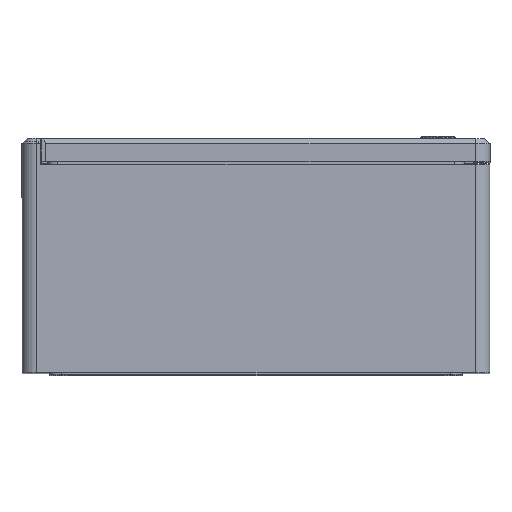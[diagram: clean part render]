
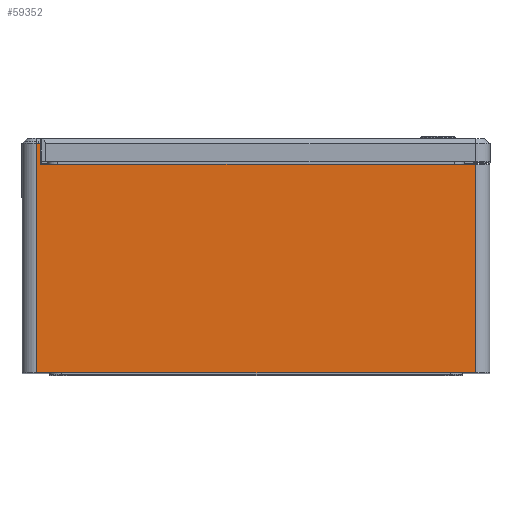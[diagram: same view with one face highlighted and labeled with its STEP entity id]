
A CAD part, top view. The second image highlights one B-rep face of the part: STEP entity #59352.
In plain terms, the highlighted planar face has unit normal (0, 0, 1).
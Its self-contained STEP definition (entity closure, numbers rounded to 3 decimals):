
#450 = VECTOR ( 'NONE', #20841, 1000. ) ;
#2398 = VERTEX_POINT ( 'NONE', #37539 ) ;
#2561 = ORIENTED_EDGE ( 'NONE', *, *, #25008, .F. ) ;
#2596 = VERTEX_POINT ( 'NONE', #39184 ) ;
#5082 = EDGE_CURVE ( 'NONE', #20857, #2596, #6513, .T. ) ;
#6450 = FACE_OUTER_BOUND ( 'NONE', #56474, .T. ) ;
#6513 = LINE ( 'NONE', #11515, #450 ) ;
#8442 = EDGE_CURVE ( 'NONE', #2596, #2398, #36649, .T. ) ;
#8971 = EDGE_CURVE ( 'NONE', #11280, #53730, #52863, .T. ) ;
#9801 = AXIS2_PLACEMENT_3D ( 'NONE', #17064, #21748, #62362 ) ;
#11280 = VERTEX_POINT ( 'NONE', #52305 ) ;
#11515 = CARTESIAN_POINT ( 'NONE',  ( -187.5, 178., 300. ) ) ;
#16207 = CARTESIAN_POINT ( 'NONE',  ( -184., 196., 300. ) ) ;
#16366 = LINE ( 'NONE', #57584, #50457 ) ;
#17064 = CARTESIAN_POINT ( 'NONE',  ( 187.5, 178., 300. ) ) ;
#18636 = VERTEX_POINT ( 'NONE', #26179 ) ;
#19299 = VECTOR ( 'NONE', #42237, 1000. ) ;
#19354 = ORIENTED_EDGE ( 'NONE', *, *, #49185, .F. ) ;
#19474 = DIRECTION ( 'NONE',  ( 1., 0., 0. ) ) ;
#20841 = DIRECTION ( 'NONE',  ( 0., -1., 0. ) ) ;
#20857 = VERTEX_POINT ( 'NONE', #28987 ) ;
#21009 = LINE ( 'NONE', #51634, #33991 ) ;
#21020 = DIRECTION ( 'NONE',  ( 1., 0., 0. ) ) ;
#21748 = DIRECTION ( 'NONE',  ( 0., 0., -1. ) ) ;
#22561 = CARTESIAN_POINT ( 'NONE',  ( -184., 178., 300. ) ) ;
#25008 = EDGE_CURVE ( 'NONE', #18636, #2398, #16366, .T. ) ;
#26179 = CARTESIAN_POINT ( 'NONE',  ( 187.5, 178., 300. ) ) ;
#26712 = PLANE ( 'NONE',  #9801 ) ;
#28654 = ORIENTED_EDGE ( 'NONE', *, *, #29590, .T. ) ;
#28987 = CARTESIAN_POINT ( 'NONE',  ( -187.5, 196., 300. ) ) ;
#29590 = EDGE_CURVE ( 'NONE', #53730, #20857, #21009, .T. ) ;
#33991 = VECTOR ( 'NONE', #41304, 1000. ) ;
#34434 = CARTESIAN_POINT ( 'NONE',  ( 187.5, 0., 300. ) ) ;
#36649 = LINE ( 'NONE', #34434, #51155 ) ;
#36655 = DIRECTION ( 'NONE',  ( 0., -1., 0. ) ) ;
#37345 = ORIENTED_EDGE ( 'NONE', *, *, #8442, .T. ) ;
#37539 = CARTESIAN_POINT ( 'NONE',  ( 187.5, 0., 300. ) ) ;
#39184 = CARTESIAN_POINT ( 'NONE',  ( -187.5, 0., 300. ) ) ;
#41304 = DIRECTION ( 'NONE',  ( -1., 0., 0. ) ) ;
#42237 = DIRECTION ( 'NONE',  ( 0., 1., 0. ) ) ;
#47022 = VECTOR ( 'NONE', #19474, 1000. ) ;
#49185 = EDGE_CURVE ( 'NONE', #11280, #18636, #55395, .T. ) ;
#50457 = VECTOR ( 'NONE', #36655, 1000. ) ;
#51155 = VECTOR ( 'NONE', #21020, 1000. ) ;
#51634 = CARTESIAN_POINT ( 'NONE',  ( 187.5, 196., 300. ) ) ;
#52305 = CARTESIAN_POINT ( 'NONE',  ( -184., 178., 300. ) ) ;
#52863 = LINE ( 'NONE', #22561, #19299 ) ;
#53120 = ORIENTED_EDGE ( 'NONE', *, *, #5082, .T. ) ;
#53730 = VERTEX_POINT ( 'NONE', #16207 ) ;
#55395 = LINE ( 'NONE', #64744, #47022 ) ;
#56474 = EDGE_LOOP ( 'NONE', ( #19354, #59573, #28654, #53120, #37345, #2561 ) ) ;
#57584 = CARTESIAN_POINT ( 'NONE',  ( 187.5, 178., 300. ) ) ;
#59352 = ADVANCED_FACE ( 'NONE', ( #6450 ), #26712, .F. ) ;
#59573 = ORIENTED_EDGE ( 'NONE', *, *, #8971, .T. ) ;
#62362 = DIRECTION ( 'NONE',  ( -1., 0., 0. ) ) ;
#64744 = CARTESIAN_POINT ( 'NONE',  ( 187.5, 178., 300. ) ) ;
